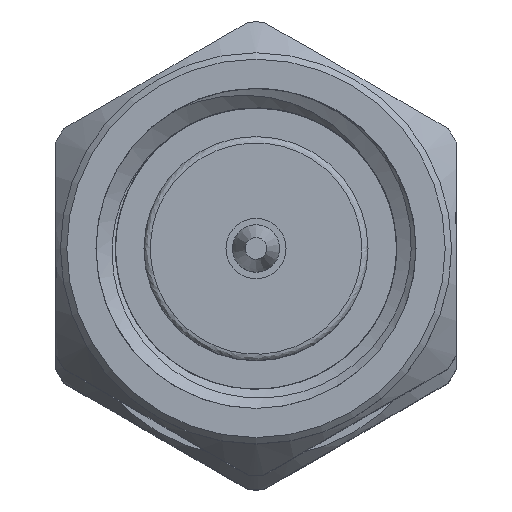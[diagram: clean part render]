
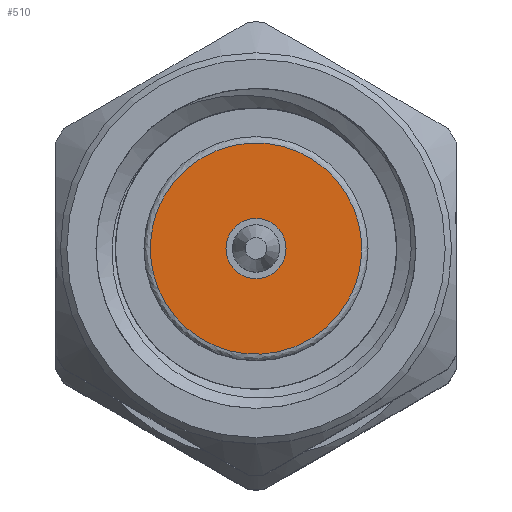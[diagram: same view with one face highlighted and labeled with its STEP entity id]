
A CAD part, top view. The second image highlights one B-rep face of the part: STEP entity #510.
In plain terms, the highlighted face is planar.
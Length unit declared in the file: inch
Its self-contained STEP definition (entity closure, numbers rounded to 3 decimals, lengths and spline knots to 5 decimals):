
#209 = AXIS2_PLACEMENT_3D ( 'NONE', #1960, #524, #2521 ) ;
#273 = ORIENTED_EDGE ( 'NONE', *, *, #1736, .F. ) ;
#378 = DIRECTION ( 'NONE',  ( 0., 0., -1. ) ) ;
#453 = CARTESIAN_POINT ( 'NONE',  ( 0.1, 0., 0.0825 ) ) ;
#459 = AXIS2_PLACEMENT_3D ( 'NONE', #1436, #1155, #378 ) ;
#510 = ADVANCED_FACE ( 'NONE', ( #3206, #654 ), #2921, .F. ) ;
#524 = DIRECTION ( 'NONE',  ( -1., 0., 0. ) ) ;
#654 = FACE_OUTER_BOUND ( 'NONE', #1798, .T. ) ;
#771 = CARTESIAN_POINT ( 'NONE',  ( 0.1, 0.165, 0.0825 ) ) ;
#982 = VERTEX_POINT ( 'NONE', #1815 ) ;
#1067 = CIRCLE ( 'NONE', #209, 0.0235 ) ;
#1089 = CARTESIAN_POINT ( 'NONE',  ( 0.1, 0., 0.0825 ) ) ;
#1155 = DIRECTION ( 'NONE',  ( 1., 0., 0. ) ) ;
#1194 = ORIENTED_EDGE ( 'NONE', *, *, #3562, .F. ) ;
#1436 = CARTESIAN_POINT ( 'NONE',  ( 0.1, 0., 0. ) ) ;
#1475 =( BOUNDED_CURVE ( )  B_SPLINE_CURVE ( 3, ( #3172, #2063, #1485, #2316 ),
 .UNSPECIFIED., .F., .T. ) 
 B_SPLINE_CURVE_WITH_KNOTS ( ( 4, 4 ),
 ( 0., 1. ),
 .UNSPECIFIED. ) 
 CURVE ( )  GEOMETRIC_REPRESENTATION_ITEM ( )  RATIONAL_B_SPLINE_CURVE ( ( 1., 0.333, 0.333, 1. ) ) 
 REPRESENTATION_ITEM ( '' )  );
#1485 = CARTESIAN_POINT ( 'NONE',  ( 0.1, -0.165, -0.0825 ) ) ;
#1533 = EDGE_LOOP ( 'NONE', ( #1194 ) ) ;
#1736 = EDGE_CURVE ( 'NONE', #3175, #2660, #3547, .T. ) ;
#1798 = EDGE_LOOP ( 'NONE', ( #273, #2351 ) ) ;
#1815 = CARTESIAN_POINT ( 'NONE',  ( 0.1, 0., -0.0235 ) ) ;
#1832 = CARTESIAN_POINT ( 'NONE',  ( 0.1, 0., -0.0825 ) ) ;
#1960 = CARTESIAN_POINT ( 'NONE',  ( 0.1, 0., 0. ) ) ;
#2063 = CARTESIAN_POINT ( 'NONE',  ( 0.1, -0.165, 0.0825 ) ) ;
#2080 = EDGE_CURVE ( 'NONE', #2660, #3175, #1475, .T. ) ;
#2146 = CARTESIAN_POINT ( 'NONE',  ( 0.1, 0., -0.0825 ) ) ;
#2195 = CARTESIAN_POINT ( 'NONE',  ( 0.1, 0.165, -0.0825 ) ) ;
#2316 = CARTESIAN_POINT ( 'NONE',  ( 0.1, 0., -0.0825 ) ) ;
#2351 = ORIENTED_EDGE ( 'NONE', *, *, #2080, .F. ) ;
#2521 = DIRECTION ( 'NONE',  ( 0., 0., -1. ) ) ;
#2660 = VERTEX_POINT ( 'NONE', #1089 ) ;
#2921 = PLANE ( 'NONE',  #459 ) ;
#3172 = CARTESIAN_POINT ( 'NONE',  ( 0.1, 0., 0.0825 ) ) ;
#3175 = VERTEX_POINT ( 'NONE', #1832 ) ;
#3206 = FACE_BOUND ( 'NONE', #1533, .T. ) ;
#3547 =( BOUNDED_CURVE ( )  B_SPLINE_CURVE ( 3, ( #2146, #2195, #771, #453 ),
 .UNSPECIFIED., .F., .T. ) 
 B_SPLINE_CURVE_WITH_KNOTS ( ( 4, 4 ),
 ( 0., 1. ),
 .UNSPECIFIED. ) 
 CURVE ( )  GEOMETRIC_REPRESENTATION_ITEM ( )  RATIONAL_B_SPLINE_CURVE ( ( 1., 0.333, 0.333, 1. ) ) 
 REPRESENTATION_ITEM ( '' )  );
#3562 = EDGE_CURVE ( 'NONE', #982, #982, #1067, .T. ) ;
